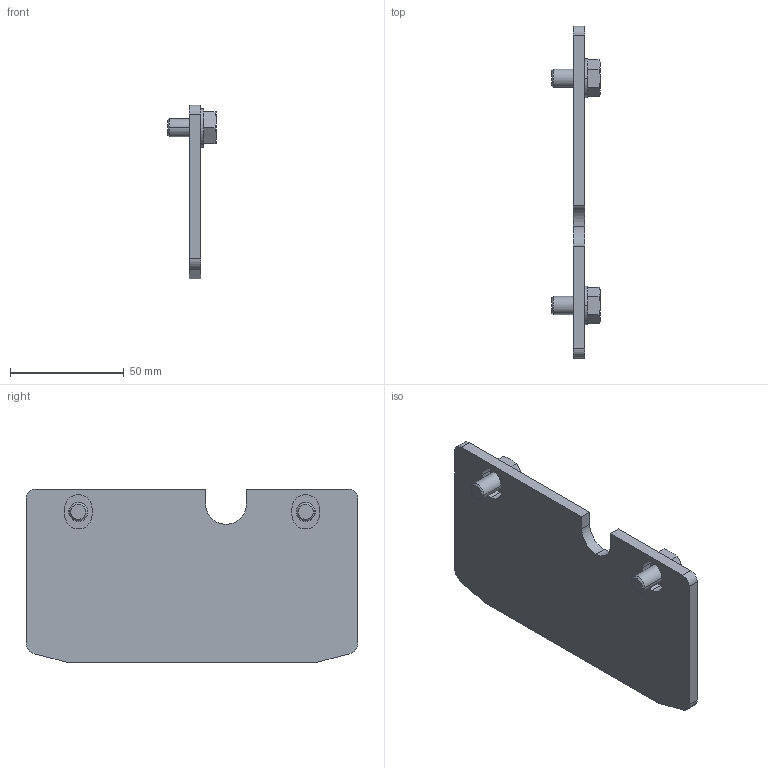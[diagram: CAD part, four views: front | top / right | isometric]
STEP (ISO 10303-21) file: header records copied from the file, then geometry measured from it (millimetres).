
FILE_DESCRIPTION(('STEP AP214'),'1');
FILE_NAME('AS_4_063-LUB.stp','2016-05-28T11:29:38',('TraceParts'),('TraceParts S.A.'),'Spatial InterOp 3D',' ',' ');
FILE_SCHEMA(('automotive_design'));
Length unit declared in the file: millimetre
Products named in the file (5): 1; 2; 3; 4; 5
Bounding box: 21.5 x 146 x 76.5 mm (x, y, z)
Volume: 56568.5 mm3; surface area: 26649.5 mm2
Topology: 5 solids, 5 shells, 83 faces, 193 edges, 122 vertices
Faces by surface type: plane 37, cylinder 26, cone 20
Entity records: 3139 total; most frequent: CARTESIAN_POINT 499, DIRECTION 417, ORIENTED_EDGE 386, EDGE_CURVE 193, AXIS2_PLACEMENT_3D 160, VERTEX_POINT 122, LINE 97, VECTOR 97
